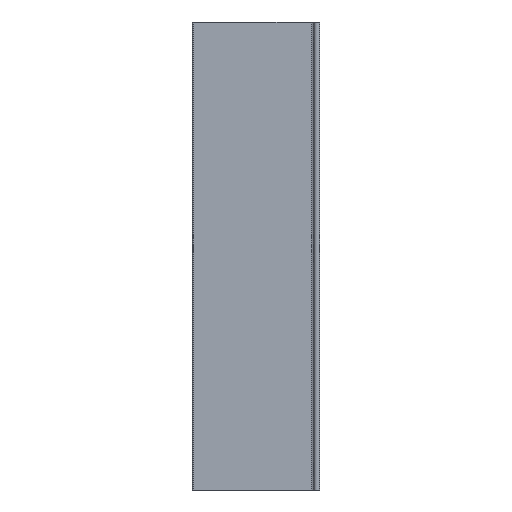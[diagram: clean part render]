
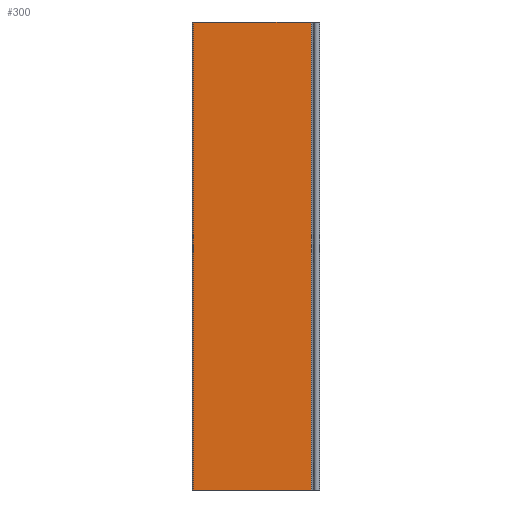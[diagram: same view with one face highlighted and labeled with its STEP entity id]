
A CAD part, left-side view. The second image highlights one B-rep face of the part: STEP entity #300.
In plain terms, the highlighted planar face has unit normal (-1, 0, 0).
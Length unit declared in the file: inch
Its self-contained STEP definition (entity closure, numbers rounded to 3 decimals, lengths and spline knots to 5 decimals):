
#145 = EDGE_CURVE ( 'NONE', #2888, #2229, #1416, .T. ) ;
#182 = CARTESIAN_POINT ( 'NONE',  ( -2., -0.015, -5.5 ) ) ;
#261 = VECTOR ( 'NONE', #2684, 39.37008 ) ;
#300 = ADVANCED_FACE ( 'NONE', ( #350 ), #1731, .T. ) ;
#350 = FACE_OUTER_BOUND ( 'NONE', #898, .T. ) ;
#471 = CARTESIAN_POINT ( 'NONE',  ( -2., -0.015, 0. ) ) ;
#571 = CARTESIAN_POINT ( 'NONE',  ( -2., 0., -5.5 ) ) ;
#723 = ORIENTED_EDGE ( 'NONE', *, *, #145, .T. ) ;
#787 = VERTEX_POINT ( 'NONE', #182 ) ;
#898 = EDGE_LOOP ( 'NONE', ( #2892, #2343, #2773, #723 ) ) ;
#1024 = DIRECTION ( 'NONE',  ( -1., 0., 0. ) ) ;
#1029 = CARTESIAN_POINT ( 'NONE',  ( -2., -1.399, 0. ) ) ;
#1113 = CARTESIAN_POINT ( 'NONE',  ( -2., 0., -5.5 ) ) ;
#1416 = LINE ( 'NONE', #2381, #2604 ) ;
#1573 = VECTOR ( 'NONE', #1800, 39.37008 ) ;
#1650 = LINE ( 'NONE', #1652, #1573 ) ;
#1652 = CARTESIAN_POINT ( 'NONE',  ( -2., 0., 0. ) ) ;
#1681 = VERTEX_POINT ( 'NONE', #471 ) ;
#1690 = DIRECTION ( 'NONE',  ( 0., 0., 1. ) ) ;
#1702 = LINE ( 'NONE', #2038, #2930 ) ;
#1731 = PLANE ( 'NONE',  #2223 ) ;
#1800 = DIRECTION ( 'NONE',  ( 0., -1., 0. ) ) ;
#2038 = CARTESIAN_POINT ( 'NONE',  ( -2., -0.015, -5.5 ) ) ;
#2069 = CARTESIAN_POINT ( 'NONE',  ( -2., -1.399, -5.5 ) ) ;
#2114 = EDGE_CURVE ( 'NONE', #787, #2888, #2150, .T. ) ;
#2150 = LINE ( 'NONE', #571, #261 ) ;
#2223 = AXIS2_PLACEMENT_3D ( 'NONE', #1113, #1024, #2932 ) ;
#2229 = VERTEX_POINT ( 'NONE', #1029 ) ;
#2343 = ORIENTED_EDGE ( 'NONE', *, *, #2793, .T. ) ;
#2381 = CARTESIAN_POINT ( 'NONE',  ( -2., -1.399, -5.5 ) ) ;
#2604 = VECTOR ( 'NONE', #1690, 39.37008 ) ;
#2639 = EDGE_CURVE ( 'NONE', #1681, #2229, #1650, .T. ) ;
#2684 = DIRECTION ( 'NONE',  ( 0., -1., 0. ) ) ;
#2754 = DIRECTION ( 'NONE',  ( 0., 0., -1. ) ) ;
#2773 = ORIENTED_EDGE ( 'NONE', *, *, #2114, .T. ) ;
#2793 = EDGE_CURVE ( 'NONE', #1681, #787, #1702, .T. ) ;
#2888 = VERTEX_POINT ( 'NONE', #2069 ) ;
#2892 = ORIENTED_EDGE ( 'NONE', *, *, #2639, .F. ) ;
#2930 = VECTOR ( 'NONE', #2754, 39.37008 ) ;
#2932 = DIRECTION ( 'NONE',  ( 0., 0., 1. ) ) ;
